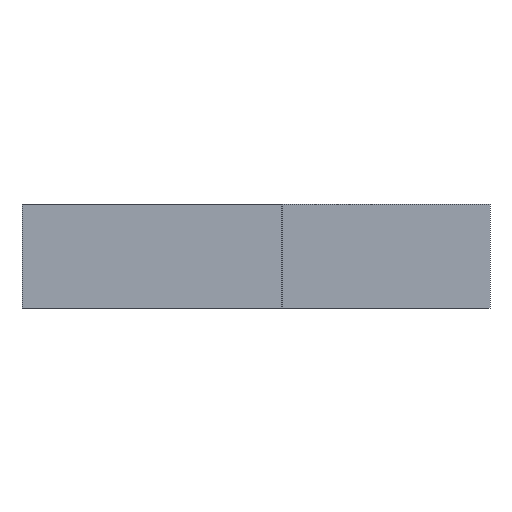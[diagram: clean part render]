
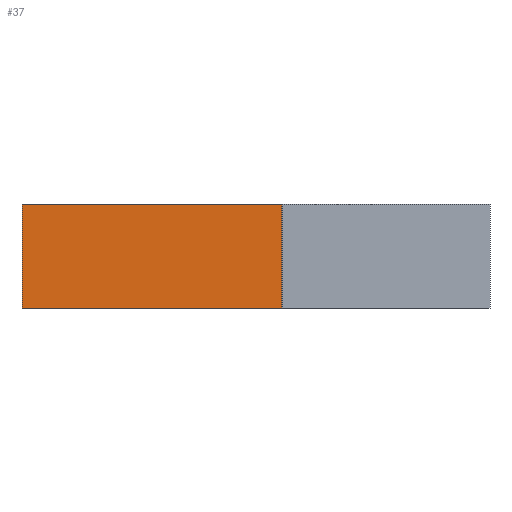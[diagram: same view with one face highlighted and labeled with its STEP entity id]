
A CAD part, left-side view. The second image highlights one B-rep face of the part: STEP entity #37.
In plain terms, the highlighted planar face has unit normal (-1, 0, 0).
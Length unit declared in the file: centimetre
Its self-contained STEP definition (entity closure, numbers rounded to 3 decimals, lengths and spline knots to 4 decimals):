
#37=ADVANCED_FACE('',(#49),#185,.T.);
#49=FACE_OUTER_BOUND('',#61,.T.);
#61=EDGE_LOOP('',(#79,#80,#81,#82));
#79=ORIENTED_EDGE('',*,*,#119,.T.);
#80=ORIENTED_EDGE('',*,*,#127,.T.);
#81=ORIENTED_EDGE('',*,*,#123,.F.);
#82=ORIENTED_EDGE('',*,*,#128,.F.);
#119=EDGE_CURVE('',#167,#168,#143,.T.);
#123=EDGE_CURVE('',#171,#172,#147,.T.);
#127=EDGE_CURVE('',#168,#172,#151,.T.);
#128=EDGE_CURVE('',#167,#171,#152,.T.);
#143=B_SPLINE_CURVE_WITH_KNOTS('',1,(#259,#260),.UNSPECIFIED.,.F.,.F.,(2,
2),(-24.,-19.),.UNSPECIFIED.);
#147=B_SPLINE_CURVE_WITH_KNOTS('',1,(#267,#268),.UNSPECIFIED.,.F.,.F.,(2,
2),(0.,5.),.UNSPECIFIED.);
#151=B_SPLINE_CURVE_WITH_KNOTS('',1,(#275,#276),.UNSPECIFIED.,.F.,.F.,(2,
2),(0.,2.),.UNSPECIFIED.);
#152=B_SPLINE_CURVE_WITH_KNOTS('',1,(#277,#278),.UNSPECIFIED.,.F.,.F.,(2,
2),(0.,2.),.UNSPECIFIED.);
#167=VERTEX_POINT('',#251);
#168=VERTEX_POINT('',#252);
#171=VERTEX_POINT('',#255);
#172=VERTEX_POINT('',#256);
#185=PLANE('',#217);
#217=AXIS2_PLACEMENT_3D('',#247,#232,$);
#232=DIRECTION('',(-1.,0.,0.));
#247=CARTESIAN_POINT('',(-21.,-7.,4.));
#251=CARTESIAN_POINT('',(-21.,-7.,4.));
#252=CARTESIAN_POINT('',(-21.,-2.,4.));
#255=CARTESIAN_POINT('',(-21.,-7.,2.));
#256=CARTESIAN_POINT('',(-21.,-2.,2.));
#259=CARTESIAN_POINT('',(-21.,-7.,4.));
#260=CARTESIAN_POINT('',(-21.,-2.,4.));
#267=CARTESIAN_POINT('',(-21.,-7.,2.));
#268=CARTESIAN_POINT('',(-21.,-2.,2.));
#275=CARTESIAN_POINT('',(-21.,-2.,4.));
#276=CARTESIAN_POINT('',(-21.,-2.,2.));
#277=CARTESIAN_POINT('',(-21.,-7.,4.));
#278=CARTESIAN_POINT('',(-21.,-7.,2.));
